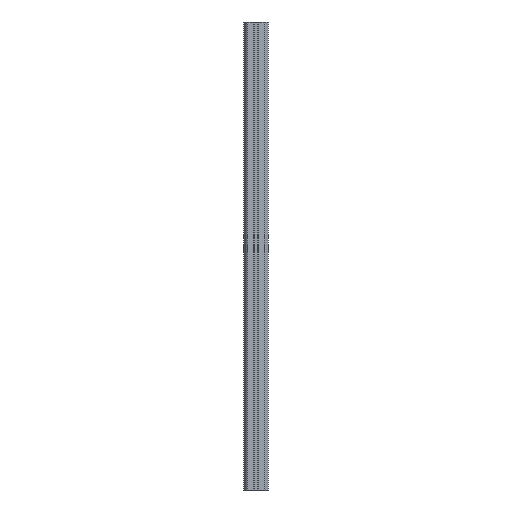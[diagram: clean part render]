
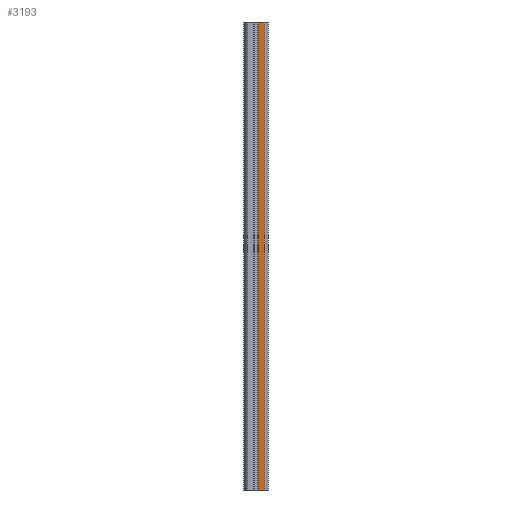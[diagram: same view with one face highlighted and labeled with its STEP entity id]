
A CAD part, front view. The second image highlights one B-rep face of the part: STEP entity #3193.
In plain terms, the highlighted planar face has unit normal (0, -1, 0).
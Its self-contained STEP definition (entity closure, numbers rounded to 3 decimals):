
#56=PLANE($,#3451);
#175=FACE_OUTER_BOUND($,#339,.T.);
#339=EDGE_LOOP($,(#2337,#2338,#2339,#2340));
#569=LINE($,#5067,#875);
#570=LINE($,#5070,#876);
#571=LINE($,#5072,#877);
#572=LINE($,#5073,#878);
#875=VECTOR($,#4083,1000.);
#876=VECTOR($,#4086,12.551);
#877=VECTOR($,#4087,12.551);
#878=VECTOR($,#4088,1000.);
#1383=VERTEX_POINT($,#5063);
#1384=VERTEX_POINT($,#5065);
#1385=VERTEX_POINT($,#5069);
#1386=VERTEX_POINT($,#5071);
#1779=EDGE_CURVE($,#1383,#1384,#569,.T.);
#1780=EDGE_CURVE($,#1385,#1383,#570,.T.);
#1781=EDGE_CURVE($,#1386,#1384,#571,.T.);
#1782=EDGE_CURVE($,#1385,#1386,#572,.T.);
#2337=ORIENTED_EDGE($,*,*,#1780,.T.);
#2338=ORIENTED_EDGE($,*,*,#1779,.T.);
#2339=ORIENTED_EDGE($,*,*,#1781,.F.);
#2340=ORIENTED_EDGE($,*,*,#1782,.F.);
#3193=ADVANCED_FACE($,(#175),#56,.T.);
#3451=AXIS2_PLACEMENT_3D($,#5068,#4084,#4085);
#4083=DIRECTION($,(0.,0.,1.));
#4084=DIRECTION('center_axis',(0.,-1.,0.));
#4085=DIRECTION('ref_axis',(1.,0.,0.));
#4086=DIRECTION($,(1.,0.,0.));
#4087=DIRECTION($,(1.,0.,0.));
#4088=DIRECTION($,(0.,0.,1.));
#5063=CARTESIAN_POINT('',(17.551,-20.,0.));
#5065=CARTESIAN_POINT('',(17.551,-20.,1000.));
#5067=CARTESIAN_POINT($,(17.551,-20.,0.));
#5068=CARTESIAN_POINT('Origin',(5.,-20.,0.));
#5069=CARTESIAN_POINT('',(5.,-20.,0.));
#5070=CARTESIAN_POINT($,(5.,-20.,0.));
#5071=CARTESIAN_POINT('',(5.,-20.,1000.));
#5072=CARTESIAN_POINT($,(5.,-20.,1000.));
#5073=CARTESIAN_POINT($,(5.,-20.,0.));
